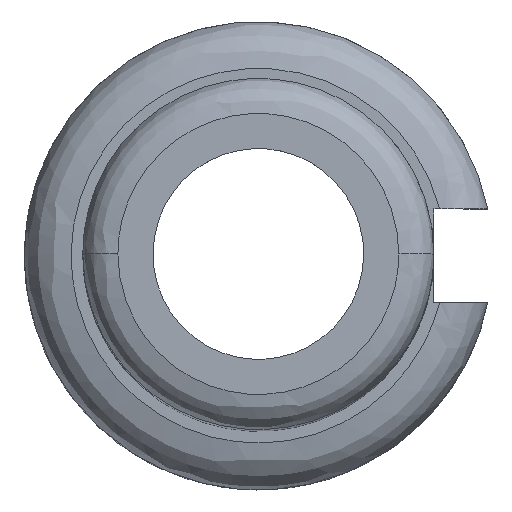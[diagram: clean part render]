
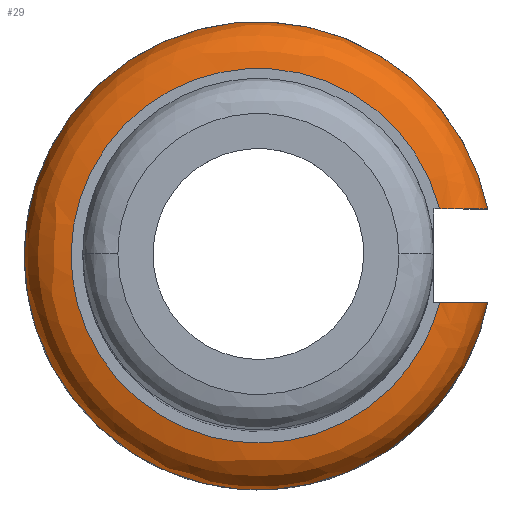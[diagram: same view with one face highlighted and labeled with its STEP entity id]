
A CAD part, top view. The second image highlights one B-rep face of the part: STEP entity #29.
In plain terms, the highlighted free-form (B-spline) face has degree [2, 2] with [9, 3] control points.
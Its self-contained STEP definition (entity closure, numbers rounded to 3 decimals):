
#29=ADVANCED_FACE('',(#55),#425,.T.);
#55=FACE_OUTER_BOUND('',#83,.T.);
#83=EDGE_LOOP('',(#157,#158,#159,#160));
#157=ORIENTED_EDGE('',*,*,#261,.T.);
#158=ORIENTED_EDGE('',*,*,#259,.T.);
#159=ORIENTED_EDGE('',*,*,#262,.F.);
#160=ORIENTED_EDGE('',*,*,#258,.F.);
#258=EDGE_CURVE('',#378,#382,#348,.T.);
#259=EDGE_CURVE('',#379,#383,#349,.T.);
#261=EDGE_CURVE('',#378,#379,#309,.T.);
#262=EDGE_CURVE('',#382,#383,#310,.T.);
#309=(
BOUNDED_CURVE()
B_SPLINE_CURVE(2,(#1160,#1161,#1162,#1163,#1164,#1165,#1166,#1167,#1168),
 .UNSPECIFIED.,.F.,.F.)
B_SPLINE_CURVE_WITH_KNOTS((3,2,2,2,3),(3.222,26.743,
50.265,73.787,97.309),.UNSPECIFIED.)
CURVE()
GEOMETRIC_REPRESENTATION_ITEM()
RATIONAL_B_SPLINE_CURVE((1.,0.742,1.,0.742,1.,0.742,
1.,0.742,1.))
REPRESENTATION_ITEM('')
);
#310=(
BOUNDED_CURVE()
B_SPLINE_CURVE(2,(#1169,#1170,#1171,#1172,#1173,#1174,#1175,#1176,#1177),
 .UNSPECIFIED.,.F.,.F.)
B_SPLINE_CURVE_WITH_KNOTS((3,2,2,2,3),(4.043,27.154,
50.265,73.376,96.487),.UNSPECIFIED.)
CURVE()
GEOMETRIC_REPRESENTATION_ITEM()
RATIONAL_B_SPLINE_CURVE((1.,0.75,1.,0.75,1.,0.75,
1.,0.75,1.))
REPRESENTATION_ITEM('')
);
#348=B_SPLINE_CURVE_WITH_KNOTS('',3,(#1129,#1130,#1131,#1132,#1133,#1134,
#1135,#1136,#1137,#1138,#1139),.UNSPECIFIED.,.F.,.F.,(4,2,3,2,4),(0.,1.588,
3.175,4.792,6.409),.UNSPECIFIED.);
#349=B_SPLINE_CURVE_WITH_KNOTS('',3,(#1140,#1141,#1142,#1143,#1144,#1145,
#1146,#1147,#1148,#1149,#1150),.UNSPECIFIED.,.F.,.F.,(4,2,3,2,4),(0.,1.588,
3.175,4.792,6.409),.UNSPECIFIED.);
#378=VERTEX_POINT('',#744);
#379=VERTEX_POINT('',#745);
#382=VERTEX_POINT('',#748);
#383=VERTEX_POINT('',#749);
#425=(
BOUNDED_SURFACE()
B_SPLINE_SURFACE(2,2,((#638,#639,#640),(#641,#642,#643),(#644,#645,#646),
(#647,#648,#649),(#650,#651,#652),(#653,#654,#655),(#656,#657,#658),(#659,
#660,#661),(#662,#663,#664)),.UNSPECIFIED.,.T.,.F.,.F.)
B_SPLINE_SURFACE_WITH_KNOTS((3,2,2,2,3),(3,3),(0.,25.133,50.265,
75.398,100.53),(0.,6.283),.UNSPECIFIED.)
GEOMETRIC_REPRESENTATION_ITEM()
RATIONAL_B_SPLINE_SURFACE(((1.,0.707,1.),(0.707,
0.5,0.707),(1.,0.707,1.),(0.707,0.5,
0.707),(1.,0.707,1.),(0.707,0.5,0.707),
(1.,0.707,1.),(0.707,0.5,0.707),(1.,
0.707,1.)))
REPRESENTATION_ITEM('')
SURFACE()
);
#638=CARTESIAN_POINT('',(-113.,-111.,4.988));
#639=CARTESIAN_POINT('',(-113.,-111.,8.988));
#640=CARTESIAN_POINT('',(-117.,-111.,8.988));
#641=CARTESIAN_POINT('',(-113.,-91.,4.988));
#642=CARTESIAN_POINT('',(-113.,-91.,8.988));
#643=CARTESIAN_POINT('',(-117.,-95.,8.988));
#644=CARTESIAN_POINT('',(-133.,-91.,4.988));
#645=CARTESIAN_POINT('',(-133.,-91.,8.988));
#646=CARTESIAN_POINT('',(-133.,-95.,8.988));
#647=CARTESIAN_POINT('',(-153.,-91.,4.988));
#648=CARTESIAN_POINT('',(-153.,-91.,8.988));
#649=CARTESIAN_POINT('',(-149.,-95.,8.988));
#650=CARTESIAN_POINT('',(-153.,-111.,4.988));
#651=CARTESIAN_POINT('',(-153.,-111.,8.988));
#652=CARTESIAN_POINT('',(-149.,-111.,8.988));
#653=CARTESIAN_POINT('',(-153.,-131.,4.988));
#654=CARTESIAN_POINT('',(-153.,-131.,8.988));
#655=CARTESIAN_POINT('',(-149.,-127.,8.988));
#656=CARTESIAN_POINT('',(-133.,-131.,4.988));
#657=CARTESIAN_POINT('',(-133.,-131.,8.988));
#658=CARTESIAN_POINT('',(-133.,-127.,8.988));
#659=CARTESIAN_POINT('',(-113.,-131.,4.988));
#660=CARTESIAN_POINT('',(-113.,-131.,8.988));
#661=CARTESIAN_POINT('',(-117.,-127.,8.988));
#662=CARTESIAN_POINT('',(-113.,-111.,4.988));
#663=CARTESIAN_POINT('',(-113.,-111.,8.988));
#664=CARTESIAN_POINT('',(-117.,-111.,8.988));
#744=CARTESIAN_POINT('',(-113.404,-107.,4.988));
#745=CARTESIAN_POINT('',(-113.404,-115.,4.988));
#748=CARTESIAN_POINT('',(-117.508,-107.,8.988));
#749=CARTESIAN_POINT('',(-117.508,-115.,8.988));
#1129=CARTESIAN_POINT('',(-113.404,-107.,4.988));
#1130=CARTESIAN_POINT('',(-113.404,-107.,5.516));
#1131=CARTESIAN_POINT('',(-113.511,-107.,6.038));
#1132=CARTESIAN_POINT('',(-113.923,-107.,7.009));
#1133=CARTESIAN_POINT('',(-114.224,-107.,7.448));
#1134=CARTESIAN_POINT('',(-114.601,-107.,7.817));
#1135=CARTESIAN_POINT('',(-114.986,-107.,8.193));
#1136=CARTESIAN_POINT('',(-115.441,-107.,8.487));
#1137=CARTESIAN_POINT('',(-116.439,-107.,8.887));
#1138=CARTESIAN_POINT('',(-116.971,-107.,8.988));
#1139=CARTESIAN_POINT('',(-117.508,-107.,8.988));
#1140=CARTESIAN_POINT('',(-113.404,-115.,4.988));
#1141=CARTESIAN_POINT('',(-113.404,-115.,5.516));
#1142=CARTESIAN_POINT('',(-113.511,-115.,6.038));
#1143=CARTESIAN_POINT('',(-113.923,-115.,7.009));
#1144=CARTESIAN_POINT('',(-114.224,-115.,7.448));
#1145=CARTESIAN_POINT('',(-114.601,-115.,7.817));
#1146=CARTESIAN_POINT('',(-114.986,-115.,8.193));
#1147=CARTESIAN_POINT('',(-115.441,-115.,8.487));
#1148=CARTESIAN_POINT('',(-116.439,-115.,8.887));
#1149=CARTESIAN_POINT('',(-116.971,-115.,8.988));
#1150=CARTESIAN_POINT('',(-117.508,-115.,8.988));
#1160=CARTESIAN_POINT('',(-113.404,-107.,4.988));
#1161=CARTESIAN_POINT('',(-117.02,-89.284,4.988));
#1162=CARTESIAN_POINT('',(-135.01,-91.101,4.988));
#1163=CARTESIAN_POINT('',(-153.,-92.919,4.988));
#1164=CARTESIAN_POINT('',(-153.,-111.,4.988));
#1165=CARTESIAN_POINT('',(-153.,-129.081,4.988));
#1166=CARTESIAN_POINT('',(-135.01,-130.899,4.988));
#1167=CARTESIAN_POINT('',(-117.02,-132.716,4.988));
#1168=CARTESIAN_POINT('',(-113.404,-115.,4.988));
#1169=CARTESIAN_POINT('',(-117.508,-107.,8.988));
#1170=CARTESIAN_POINT('',(-121.032,-93.351,8.988));
#1171=CARTESIAN_POINT('',(-135.016,-95.128,8.988));
#1172=CARTESIAN_POINT('',(-149.,-96.904,8.988));
#1173=CARTESIAN_POINT('',(-149.,-111.,8.988));
#1174=CARTESIAN_POINT('',(-149.,-125.096,8.988));
#1175=CARTESIAN_POINT('',(-135.016,-126.872,8.988));
#1176=CARTESIAN_POINT('',(-121.032,-128.649,8.988));
#1177=CARTESIAN_POINT('',(-117.508,-115.,8.988));
